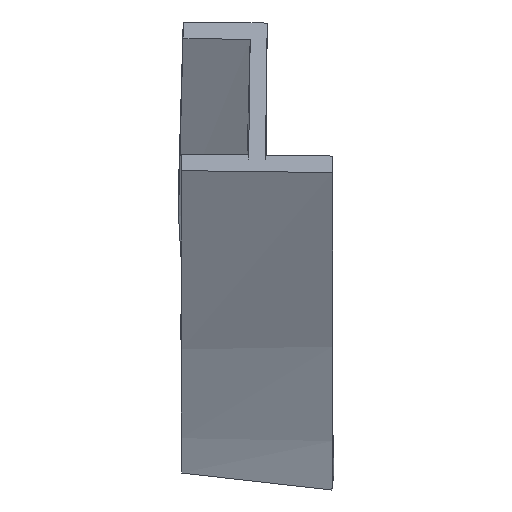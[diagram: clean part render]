
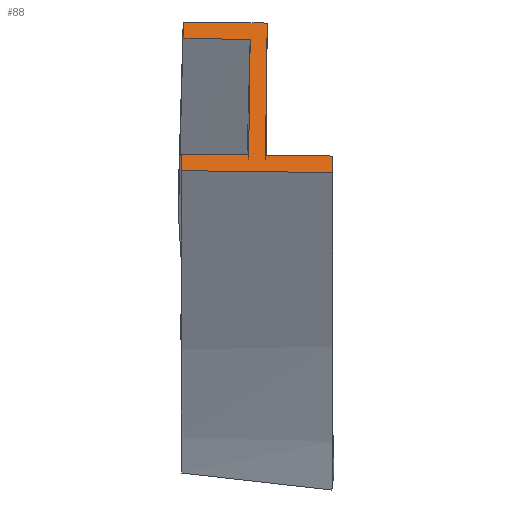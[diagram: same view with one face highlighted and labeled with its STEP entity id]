
A CAD part, top view. The second image highlights one B-rep face of the part: STEP entity #88.
In plain terms, the highlighted planar face has unit normal (0, 0.18, 0.984).
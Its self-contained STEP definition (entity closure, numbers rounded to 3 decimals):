
#1=CARTESIAN_POINT('POINT1',(-901.709,
   2319.858,12700.26));
#2=VERTEX_POINT('VERTEX1',#1);
#3=CARTESIAN_POINT('POINT2',(-901.387,
   2344.843,12695.697));
#4=VERTEX_POINT('VERTEX2',#3);
#5=CARTESIAN_POINT('POS1',(-901.709,2319.858,
   12700.26));
#6=DIRECTION('DIR1',(0.013,0.984,
   -0.18));
#7=VECTOR('VEC1',#6,25.4);
#8=LINE('STRAIGHT1',#5,#7);
#9=EDGE_CURVE('EDGE1',#2,#4,#8,.T.);
#10=ORIENTED_EDGE('COEDGE1',*,*,#9,.T.);
#11=CARTESIAN_POINT('POINT3',(-1002.979,
   2346.109,12695.466));
#12=VERTEX_POINT('VERTEX3',#11);
#13=CARTESIAN_POINT('POS2',(-901.387,2344.843
   ,12695.697));
#14=DIRECTION('DIR2',(-1.,0.012,
   -0.002));
#15=VECTOR('VEC2',#14,25.4);
#16=LINE('STRAIGHT2',#13,#15);
#17=EDGE_CURVE('EDGE2',#4,#12,#16,.T.);
#18=ORIENTED_EDGE('COEDGE2',*,*,#17,.T.);
#19=CARTESIAN_POINT('POINT4',(-1000.405,
   2545.986,12658.959));
#20=VERTEX_POINT('VERTEX4',#19);
#21=CARTESIAN_POINT('POS3',(-1002.979,2346.109
   ,12695.466));
#22=DIRECTION('DIR3',(0.013,0.984,
   -0.18));
#23=VECTOR('VEC3',#22,25.4);
#24=LINE('STRAIGHT3',#21,#23);
#25=EDGE_CURVE('EDGE3',#12,#20,#24,.T.);
#26=ORIENTED_EDGE('COEDGE3',*,*,#25,.T.);
#27=CARTESIAN_POINT('POINT5',(-1127.395,
   2547.569,12658.67));
#28=VERTEX_POINT('VERTEX5',#27);
#29=CARTESIAN_POINT('POS4',(-1000.405,2545.986
   ,12658.959));
#30=DIRECTION('DIR4',(-1.,0.012,
   -0.002));
#31=VECTOR('VEC4',#30,25.4);
#32=LINE('STRAIGHT4',#29,#31);
#33=EDGE_CURVE('EDGE4',#20,#28,#32,.T.);
#34=ORIENTED_EDGE('COEDGE4',*,*,#33,.T.);
#35=CARTESIAN_POINT('POINT6',(-1127.716,
   2522.585,12663.233));
#36=VERTEX_POINT('VERTEX6',#35);
#37=CARTESIAN_POINT('POS5',(-1127.395,2547.569
   ,12658.67));
#38=DIRECTION('DIR5',(-0.013,-0.984,
   0.18));
#39=VECTOR('VEC5',#38,25.4);
#40=LINE('STRAIGHT5',#37,#39);
#41=EDGE_CURVE('EDGE5',#28,#36,#40,.T.);
#42=ORIENTED_EDGE('COEDGE5',*,*,#41,.T.);
#43=CARTESIAN_POINT('POINT7',(-1026.124,
   2521.318,12663.464));
#44=VERTEX_POINT('VERTEX7',#43);
#45=CARTESIAN_POINT('POS6',(-1127.716,2522.585
   ,12663.233));
#46=DIRECTION('DIR6',(1.,-0.012,
   0.002));
#47=VECTOR('VEC6',#46,25.4);
#48=LINE('STRAIGHT6',#45,#47);
#49=EDGE_CURVE('EDGE6',#36,#44,#48,.T.);
#50=ORIENTED_EDGE('COEDGE6',*,*,#49,.T.);
#51=CARTESIAN_POINT('POINT8',(-1028.377,
   2346.426,12695.408));
#52=VERTEX_POINT('VERTEX8',#51);
#53=CARTESIAN_POINT('POS7',(-1026.124,2521.318
   ,12663.464));
#54=DIRECTION('DIR7',(-0.013,-0.984,
   0.18));
#55=VECTOR('VEC7',#54,25.4);
#56=LINE('STRAIGHT7',#53,#55);
#57=EDGE_CURVE('EDGE7',#44,#52,#56,.T.);
#58=ORIENTED_EDGE('COEDGE7',*,*,#57,.T.);
#59=CARTESIAN_POINT('POINT9',(-1129.969,
   2347.692,12695.176));
#60=VERTEX_POINT('VERTEX9',#59);
#61=CARTESIAN_POINT('POS8',(-1028.377,2346.426
   ,12695.408));
#62=DIRECTION('DIR8',(-1.,0.012,
   -0.002));
#63=VECTOR('VEC8',#62,25.4);
#64=LINE('STRAIGHT8',#61,#63);
#65=EDGE_CURVE('EDGE8',#52,#60,#64,.T.);
#66=ORIENTED_EDGE('COEDGE8',*,*,#65,.T.);
#67=CARTESIAN_POINT('POINT10',(-1130.291,
   2322.707,12699.74));
#68=VERTEX_POINT('VERTEX10',#67);
#69=CARTESIAN_POINT('POS9',(-1129.969,2347.692
   ,12695.176));
#70=DIRECTION('DIR9',(-0.013,-0.984,
   0.18));
#71=VECTOR('VEC9',#70,25.4);
#72=LINE('STRAIGHT9',#69,#71);
#73=EDGE_CURVE('EDGE9',#60,#68,#72,.T.);
#74=ORIENTED_EDGE('COEDGE9',*,*,#73,.T.);
#75=CARTESIAN_POINT('POS10',(-1130.291,
   2322.707,12699.74));
#76=DIRECTION('DIR10',(1.,-0.012,
   0.002));
#77=VECTOR('VEC10',#76,25.4);
#78=LINE('STRAIGHT10',#75,#77);
#79=EDGE_CURVE('EDGE10',#68,#2,#78,.T.);
#80=ORIENTED_EDGE('COEDGE10',*,*,#79,.T.);
#81=EDGE_LOOP('NONE',(#10,#18,#26,#34,#42,#50,#58,#66,#74,#80));
#82=FACE_BOUND('LOOP1',#81,.T.);
#83=CARTESIAN_POINT('POS11',(-1016.,2321.283,12700.
   ));
#84=DIRECTION('DIR11',(0.,0.18,
   0.984));
#85=DIRECTION('DIR12',(1.,0.,
   0.));
#86=AXIS2_PLACEMENT_3D('AXIS1',#83,#84,#85);
#87=PLANE('PLANE1',#86);
#88=ADVANCED_FACE('FACE1',(#82),#87,.T.);
